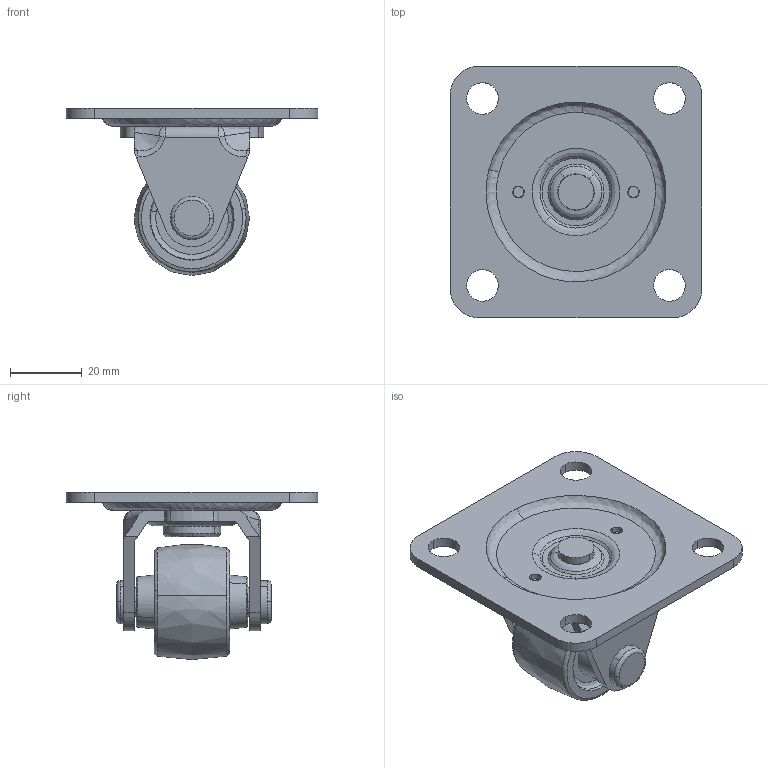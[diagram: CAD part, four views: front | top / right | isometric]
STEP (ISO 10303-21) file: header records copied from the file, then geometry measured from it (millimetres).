
FILE_DESCRIPTION((''),'2;1');
FILE_NAME('','2005-12-16T11:06:30',(''),(''),'','CADfix','');
FILE_SCHEMA(('AUTOMOTIVE_DESIGN'));
Length unit declared in the file: millimetre
Products named in the file (6): wheel; mounting plate; main shaft; body; axle; 420_TPR_00N32_10552_36
Assembly tree (5 placements, depth 2):
  420_TPR_00N32_10552_36
    wheel
    mounting plate
    main shaft
    body
    axle
Bounding box: 70 x 70 x 46.5 mm (x, y, z)
Volume: 39113.2 mm3; surface area: 23700.9 mm2
Topology: 5 solids, 5 shells, 179 faces, 588 edges, 435 vertices
Faces by surface type: bspline 179
Entity records: 8546 total; most frequent: CARTESIAN_POINT 5364, ORIENTED_EDGE 1172, EDGE_CURVE 586, VERTEX_POINT 435, EDGE_LOOP 219, FACE_OUTER_BOUND 179, ADVANCED_FACE 179, QUASI_UNIFORM_CURVE 128
